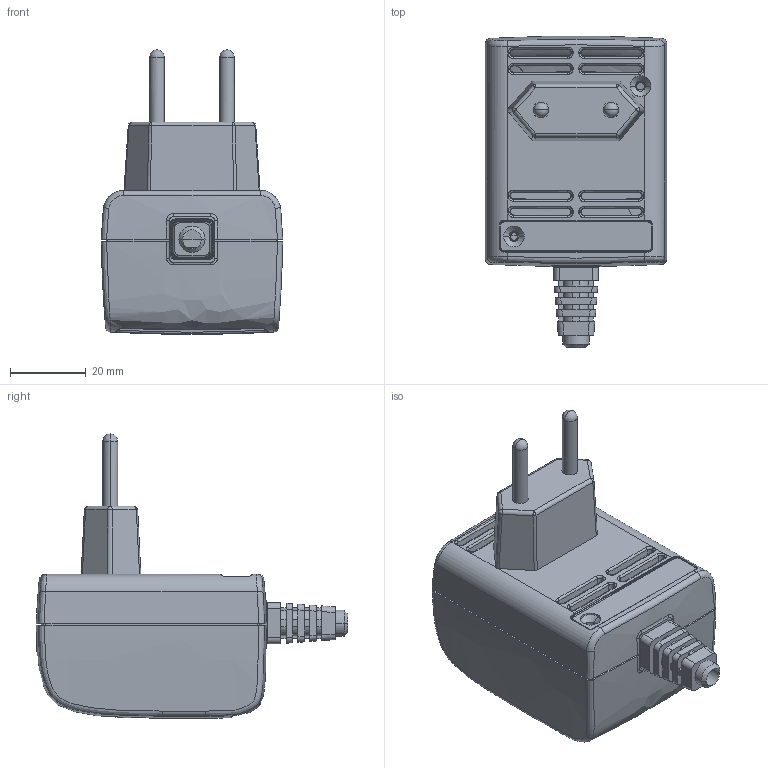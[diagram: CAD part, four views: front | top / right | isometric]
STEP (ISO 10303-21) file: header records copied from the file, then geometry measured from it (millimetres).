
FILE_DESCRIPTION (( 'STEP AP203' ), '1' );
FILE_NAME ('ZPSU1_dok.STEP', '2023-09-26T10:07:14', ( '' ), ( '' ), 'SwSTEP 2.0', 'SolidWorks 2015', '' );
FILE_SCHEMA (( 'CONFIG_CONTROL_DESIGN' ));
Length unit declared in the file: millimetre
Products named in the file (5): BendProtector&5; Pin; ZPSU1_Base; ZPSU1_Cover; ZPSU1_dok
Assembly tree (4 placements, depth 2):
  ZPSU1_dok
    BendProtector&5
    Pin
    ZPSU1_Base
    ZPSU1_Cover
Bounding box: 48 x 82.33 x 75.13 mm (x, y, z)
Volume: 34079.4 mm3; surface area: 32498.9 mm2
Topology: 4 solids, 4 shells, 717 faces, 1972 edges, 1270 vertices
Faces by surface type: plane 222, bspline 205, cylinder 194, torus 54, cone 42
Entity records: 32220 total; most frequent: CARTESIAN_POINT 14987, ORIENTED_EDGE 3940, DIRECTION 2937, EDGE_CURVE 1970, VERTEX_POINT 1270, AXIS2_PLACEMENT_3D 1068, LINE 801, VECTOR 801
